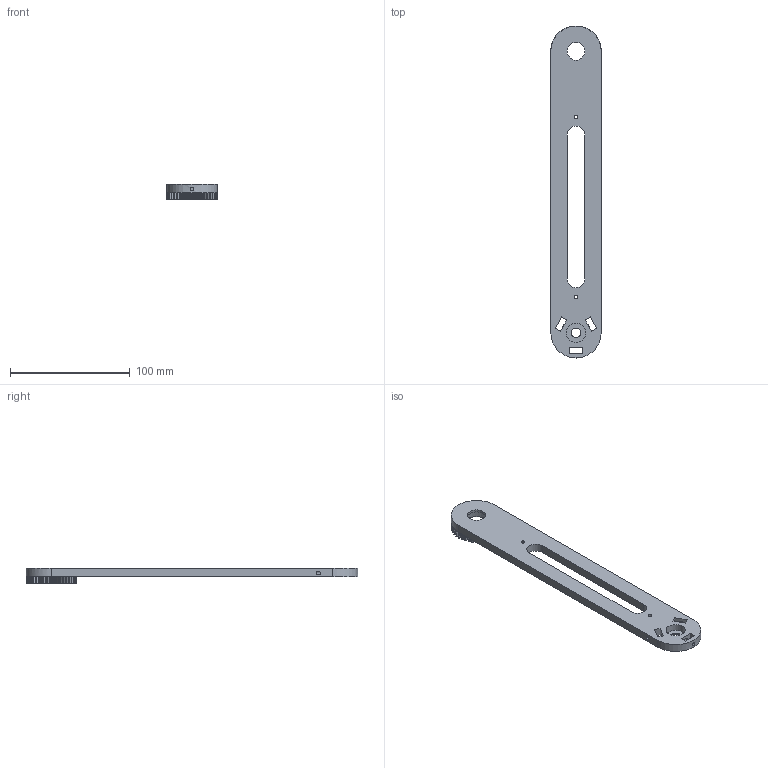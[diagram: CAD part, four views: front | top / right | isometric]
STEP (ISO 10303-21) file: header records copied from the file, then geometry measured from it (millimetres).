
FILE_DESCRIPTION(/* description */ ('','CAx-IF Rec.Pracs.---Representation and Presentation of Product Manufacturing Information (PMI)---4.0---2014-10-13'),/* implementation_level */ '2;1');
FILE_NAME(/* name */ 'khau2.step',/* time_stamp */ '2025-01-12T14:37:33+07:00',/* author */ (''),/* organization */ (''),/* preprocessor_version */ 'ST-DEVELOPER v20',/* originating_system */ 'Autodesk Translation Framework v13.20.0.188',/* authorisation */ '');
FILE_SCHEMA (('AP242_MANAGED_MODEL_BASED_3D_ENGINEERING_MIM_LF { 1 0 10303 442 1 1 4 }'));
Length unit declared in the file: millimetre
Products named in the file (2): khau2; Spur Gear (40 teeth)
Assembly tree (1 placements, depth 2):
  khau2
    Spur Gear (40 teeth)
Bounding box: 42 x 277 x 13 mm (x, y, z)
Volume: 60511.8 mm3; surface area: 28057.5 mm2
Topology: 1 solids, 1 shells, 359 faces, 1057 edges, 705 vertices
Faces by surface type: cylinder 155, plane 124, bspline 80
Full cylindrical faces by diameter (mm): 3 x8, 8 x1, 15 x1, 16 x1, 32 x1
Entity records: 35137 total; most frequent: CARTESIAN_POINT 25918, ORIENTED_EDGE 2114, DIRECTION 1810, EDGE_CURVE 1057, VERTEX_POINT 705, AXIS2_PLACEMENT_3D 633, LINE 544, VECTOR 544
